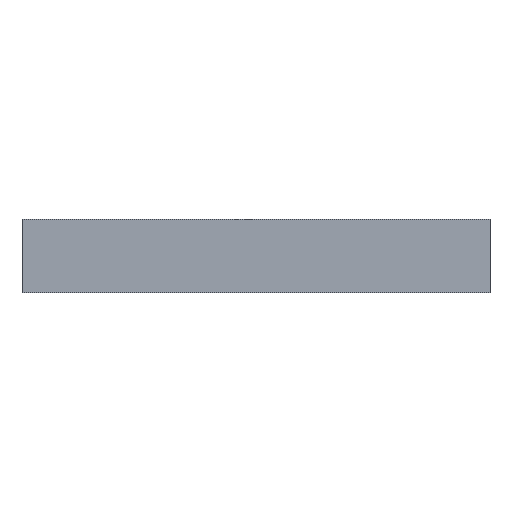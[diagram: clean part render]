
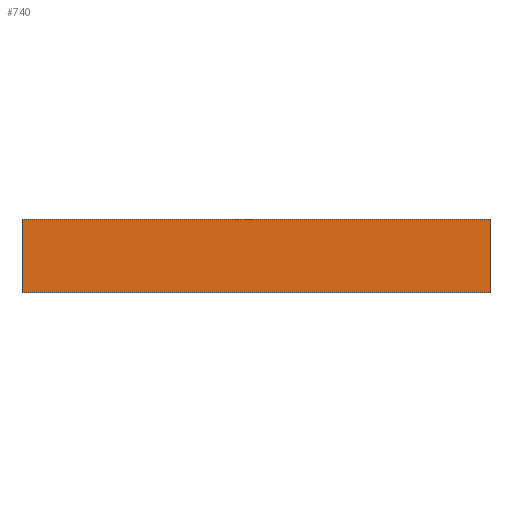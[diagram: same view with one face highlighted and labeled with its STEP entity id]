
A CAD part, front view. The second image highlights one B-rep face of the part: STEP entity #740.
In plain terms, the highlighted planar face has unit normal (0, -1, 0).
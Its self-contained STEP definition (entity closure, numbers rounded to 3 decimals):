
#55 = PLANE('',#56);
#56 = AXIS2_PLACEMENT_3D('',#57,#58,#59);
#57 = CARTESIAN_POINT('',(153.581,-98.971,0.));
#58 = DIRECTION('',(1.,0.,-0.));
#59 = DIRECTION('',(0.,-1.,0.));
#84 = PLANE('',#85);
#85 = AXIS2_PLACEMENT_3D('',#86,#87,#88);
#86 = CARTESIAN_POINT('',(148.501,-105.397,1.6));
#87 = DIRECTION('',(0.,0.,1.));
#88 = DIRECTION('',(1.,0.,-0.));
#139 = PLANE('',#140);
#140 = AXIS2_PLACEMENT_3D('',#141,#142,#143);
#141 = CARTESIAN_POINT('',(148.501,-105.397,0.));
#142 = DIRECTION('',(0.,0.,1.));
#143 = DIRECTION('',(1.,0.,-0.));
#156 = VERTEX_POINT('',#157);
#157 = CARTESIAN_POINT('',(153.581,-113.576,1.6));
#178 = EDGE_CURVE('',#179,#156,#181,.T.);
#179 = VERTEX_POINT('',#180);
#180 = CARTESIAN_POINT('',(153.581,-113.576,0.));
#181 = SURFACE_CURVE('',#182,(#186,#193),.PCURVE_S1.);
#182 = LINE('',#183,#184);
#183 = CARTESIAN_POINT('',(153.581,-113.576,0.));
#184 = VECTOR('',#185,1.);
#185 = DIRECTION('',(0.,0.,1.));
#186 = PCURVE('',#55,#187);
#187 = DEFINITIONAL_REPRESENTATION('',(#188),#192);
#188 = LINE('',#189,#190);
#189 = CARTESIAN_POINT('',(14.605,0.));
#190 = VECTOR('',#191,1.);
#191 = DIRECTION('',(0.,-1.));
#192 = ( GEOMETRIC_REPRESENTATION_CONTEXT(2) 
PARAMETRIC_REPRESENTATION_CONTEXT() REPRESENTATION_CONTEXT('2D SPACE',''
  ) );
#193 = PCURVE('',#194,#199);
#194 = PLANE('',#195);
#195 = AXIS2_PLACEMENT_3D('',#196,#197,#198);
#196 = CARTESIAN_POINT('',(153.581,-113.576,0.));
#197 = DIRECTION('',(0.,-1.,0.));
#198 = DIRECTION('',(-1.,0.,0.));
#199 = DEFINITIONAL_REPRESENTATION('',(#200),#204);
#200 = LINE('',#201,#202);
#201 = CARTESIAN_POINT('',(0.,-0.));
#202 = VECTOR('',#203,1.);
#203 = DIRECTION('',(0.,-1.));
#204 = ( GEOMETRIC_REPRESENTATION_CONTEXT(2) 
PARAMETRIC_REPRESENTATION_CONTEXT() REPRESENTATION_CONTEXT('2D SPACE',''
  ) );
#333 = VERTEX_POINT('',#334);
#334 = CARTESIAN_POINT('',(143.421,-113.576,0.));
#348 = PLANE('',#349);
#349 = AXIS2_PLACEMENT_3D('',#350,#351,#352);
#350 = CARTESIAN_POINT('',(143.421,-113.576,0.));
#351 = DIRECTION('',(-1.,0.,0.));
#352 = DIRECTION('',(0.,1.,0.));
#360 = EDGE_CURVE('',#179,#333,#361,.T.);
#361 = SURFACE_CURVE('',#362,(#366,#373),.PCURVE_S1.);
#362 = LINE('',#363,#364);
#363 = CARTESIAN_POINT('',(153.581,-113.576,0.));
#364 = VECTOR('',#365,1.);
#365 = DIRECTION('',(-1.,0.,0.));
#366 = PCURVE('',#139,#367);
#367 = DEFINITIONAL_REPRESENTATION('',(#368),#372);
#368 = LINE('',#369,#370);
#369 = CARTESIAN_POINT('',(5.08,-8.179));
#370 = VECTOR('',#371,1.);
#371 = DIRECTION('',(-1.,0.));
#372 = ( GEOMETRIC_REPRESENTATION_CONTEXT(2) 
PARAMETRIC_REPRESENTATION_CONTEXT() REPRESENTATION_CONTEXT('2D SPACE',''
  ) );
#373 = PCURVE('',#194,#374);
#374 = DEFINITIONAL_REPRESENTATION('',(#375),#379);
#375 = LINE('',#376,#377);
#376 = CARTESIAN_POINT('',(0.,-0.));
#377 = VECTOR('',#378,1.);
#378 = DIRECTION('',(1.,0.));
#379 = ( GEOMETRIC_REPRESENTATION_CONTEXT(2) 
PARAMETRIC_REPRESENTATION_CONTEXT() REPRESENTATION_CONTEXT('2D SPACE',''
  ) );
#567 = VERTEX_POINT('',#568);
#568 = CARTESIAN_POINT('',(143.421,-113.576,1.6));
#589 = EDGE_CURVE('',#156,#567,#590,.T.);
#590 = SURFACE_CURVE('',#591,(#595,#602),.PCURVE_S1.);
#591 = LINE('',#592,#593);
#592 = CARTESIAN_POINT('',(153.581,-113.576,1.6));
#593 = VECTOR('',#594,1.);
#594 = DIRECTION('',(-1.,0.,0.));
#595 = PCURVE('',#84,#596);
#596 = DEFINITIONAL_REPRESENTATION('',(#597),#601);
#597 = LINE('',#598,#599);
#598 = CARTESIAN_POINT('',(5.08,-8.179));
#599 = VECTOR('',#600,1.);
#600 = DIRECTION('',(-1.,0.));
#601 = ( GEOMETRIC_REPRESENTATION_CONTEXT(2) 
PARAMETRIC_REPRESENTATION_CONTEXT() REPRESENTATION_CONTEXT('2D SPACE',''
  ) );
#602 = PCURVE('',#194,#603);
#603 = DEFINITIONAL_REPRESENTATION('',(#604),#608);
#604 = LINE('',#605,#606);
#605 = CARTESIAN_POINT('',(0.,-1.6));
#606 = VECTOR('',#607,1.);
#607 = DIRECTION('',(1.,0.));
#608 = ( GEOMETRIC_REPRESENTATION_CONTEXT(2) 
PARAMETRIC_REPRESENTATION_CONTEXT() REPRESENTATION_CONTEXT('2D SPACE',''
  ) );
#740 = ADVANCED_FACE('',(#741),#194,.T.);
#741 = FACE_BOUND('',#742,.T.);
#742 = EDGE_LOOP('',(#743,#744,#745,#766));
#743 = ORIENTED_EDGE('',*,*,#178,.T.);
#744 = ORIENTED_EDGE('',*,*,#589,.T.);
#745 = ORIENTED_EDGE('',*,*,#746,.F.);
#746 = EDGE_CURVE('',#333,#567,#747,.T.);
#747 = SURFACE_CURVE('',#748,(#752,#759),.PCURVE_S1.);
#748 = LINE('',#749,#750);
#749 = CARTESIAN_POINT('',(143.421,-113.576,0.));
#750 = VECTOR('',#751,1.);
#751 = DIRECTION('',(0.,0.,1.));
#752 = PCURVE('',#194,#753);
#753 = DEFINITIONAL_REPRESENTATION('',(#754),#758);
#754 = LINE('',#755,#756);
#755 = CARTESIAN_POINT('',(10.16,0.));
#756 = VECTOR('',#757,1.);
#757 = DIRECTION('',(0.,-1.));
#758 = ( GEOMETRIC_REPRESENTATION_CONTEXT(2) 
PARAMETRIC_REPRESENTATION_CONTEXT() REPRESENTATION_CONTEXT('2D SPACE',''
  ) );
#759 = PCURVE('',#348,#760);
#760 = DEFINITIONAL_REPRESENTATION('',(#761),#765);
#761 = LINE('',#762,#763);
#762 = CARTESIAN_POINT('',(0.,0.));
#763 = VECTOR('',#764,1.);
#764 = DIRECTION('',(0.,-1.));
#765 = ( GEOMETRIC_REPRESENTATION_CONTEXT(2) 
PARAMETRIC_REPRESENTATION_CONTEXT() REPRESENTATION_CONTEXT('2D SPACE',''
  ) );
#766 = ORIENTED_EDGE('',*,*,#360,.F.);
